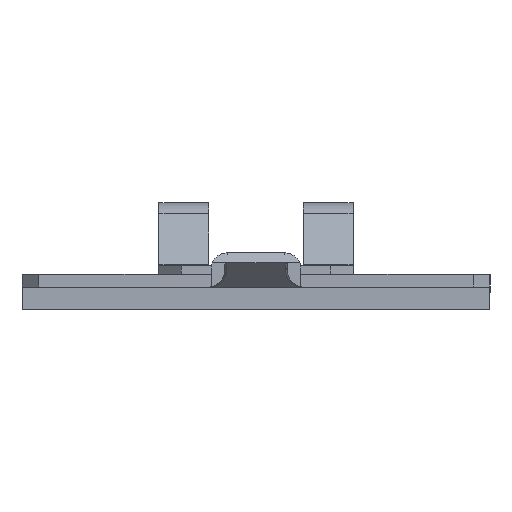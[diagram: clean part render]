
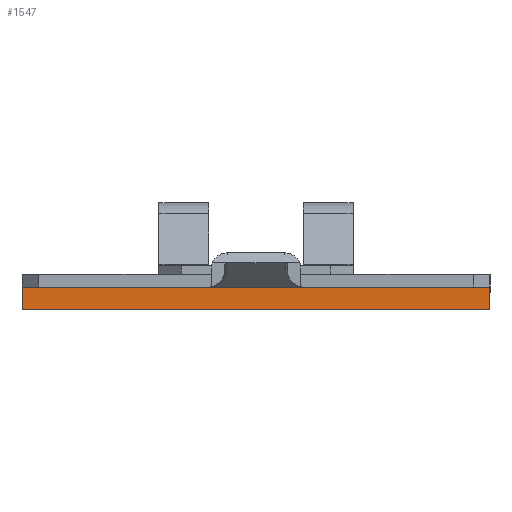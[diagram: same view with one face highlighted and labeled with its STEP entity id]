
A CAD part, front view. The second image highlights one B-rep face of the part: STEP entity #1547.
In plain terms, the highlighted planar face has unit normal (0, -1, 0).
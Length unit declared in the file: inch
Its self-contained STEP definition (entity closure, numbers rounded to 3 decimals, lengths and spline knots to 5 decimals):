
#16 = DIRECTION ( 'NONE',  ( 0., 0., -1. ) ) ;
#147 = CARTESIAN_POINT ( 'NONE',  ( 1.3125, 0.041, -0.072 ) ) ;
#225 = VERTEX_POINT ( 'NONE', #1934 ) ;
#301 = CARTESIAN_POINT ( 'NONE',  ( 1.3125, 0.041, -0.197 ) ) ;
#334 = CARTESIAN_POINT ( 'NONE',  ( 1.3125, 0.041, -0.072 ) ) ;
#349 = PLANE ( 'NONE',  #4286 ) ;
#367 = EDGE_CURVE ( 'NONE', #2188, #1218, #3692, .T. ) ;
#399 = VECTOR ( 'NONE', #1566, 39.37008 ) ;
#903 = EDGE_CURVE ( 'NONE', #225, #1415, #1763, .T. ) ;
#1218 = VERTEX_POINT ( 'NONE', #334 ) ;
#1227 = LINE ( 'NONE', #3638, #399 ) ;
#1334 = FACE_OUTER_BOUND ( 'NONE', #3839, .T. ) ;
#1415 = VERTEX_POINT ( 'NONE', #1429 ) ;
#1429 = CARTESIAN_POINT ( 'NONE',  ( -1.3125, 0.041, -0.197 ) ) ;
#1547 = ADVANCED_FACE ( 'NONE', ( #1334 ), #349, .T. ) ;
#1566 = DIRECTION ( 'NONE',  ( 1., 0., 0. ) ) ;
#1626 = VECTOR ( 'NONE', #3225, 39.37008 ) ;
#1763 = LINE ( 'NONE', #2373, #3358 ) ;
#1934 = CARTESIAN_POINT ( 'NONE',  ( -1.3125, 0.041, -0.072 ) ) ;
#1958 = ORIENTED_EDGE ( 'NONE', *, *, #367, .T. ) ;
#2112 = DIRECTION ( 'NONE',  ( 0., 0., 1. ) ) ;
#2188 = VERTEX_POINT ( 'NONE', #3307 ) ;
#2357 = ORIENTED_EDGE ( 'NONE', *, *, #4310, .F. ) ;
#2373 = CARTESIAN_POINT ( 'NONE',  ( -1.3125, 0.041, -0.197 ) ) ;
#2564 = ORIENTED_EDGE ( 'NONE', *, *, #3410, .T. ) ;
#2661 = DIRECTION ( 'NONE',  ( 0., 0., -1. ) ) ;
#3056 = ORIENTED_EDGE ( 'NONE', *, *, #903, .T. ) ;
#3225 = DIRECTION ( 'NONE',  ( 1., 0., 0. ) ) ;
#3307 = CARTESIAN_POINT ( 'NONE',  ( 1.3125, 0.041, -0.197 ) ) ;
#3358 = VECTOR ( 'NONE', #16, 39.37008 ) ;
#3391 = DIRECTION ( 'NONE',  ( 0., -1., 0. ) ) ;
#3410 = EDGE_CURVE ( 'NONE', #1415, #2188, #1227, .T. ) ;
#3638 = CARTESIAN_POINT ( 'NONE',  ( 1.3125, 0.041, -0.197 ) ) ;
#3692 = LINE ( 'NONE', #3718, #3867 ) ;
#3718 = CARTESIAN_POINT ( 'NONE',  ( 1.3125, 0.041, -0.072 ) ) ;
#3839 = EDGE_LOOP ( 'NONE', ( #1958, #2357, #3056, #2564 ) ) ;
#3867 = VECTOR ( 'NONE', #2112, 39.37008 ) ;
#4286 = AXIS2_PLACEMENT_3D ( 'NONE', #301, #3391, #2661 ) ;
#4293 = LINE ( 'NONE', #147, #1626 ) ;
#4310 = EDGE_CURVE ( 'NONE', #225, #1218, #4293, .T. ) ;
